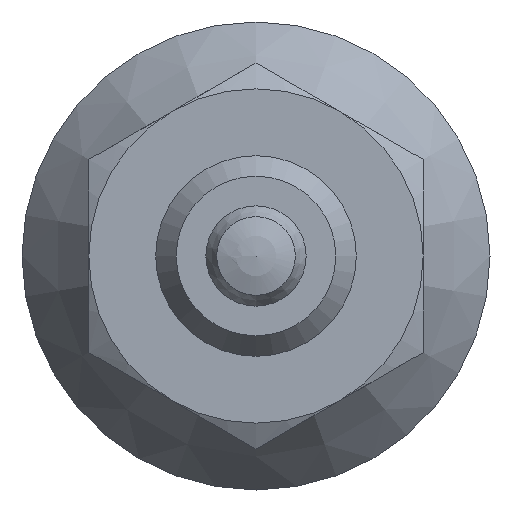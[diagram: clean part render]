
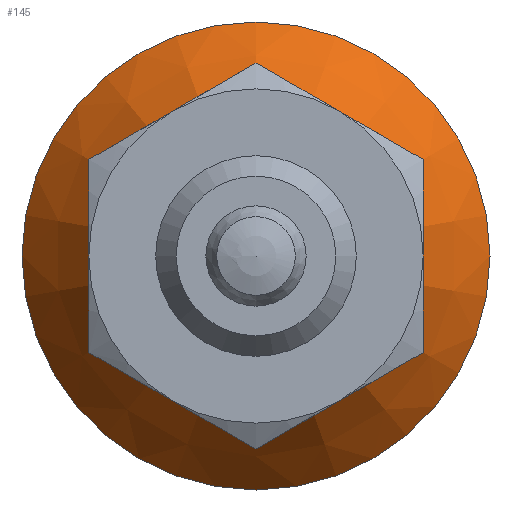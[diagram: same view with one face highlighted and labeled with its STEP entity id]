
A CAD part, front view. The second image highlights one B-rep face of the part: STEP entity #145.
In plain terms, the highlighted conical face has half-angle 36 degrees and reference radius 7 mm.
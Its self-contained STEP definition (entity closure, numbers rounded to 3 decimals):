
#145 = ADVANCED_FACE( '', ( #327, #328 ), #329, .T. );
#327 = FACE_BOUND( '', #546, .T. );
#328 = FACE_OUTER_BOUND( '', #547, .T. );
#329 = CONICAL_SURFACE( '', #548, 7., 0.628 );
#546 = EDGE_LOOP( '', ( #881 ) );
#547 = EDGE_LOOP( '', ( #882 ) );
#548 = AXIS2_PLACEMENT_3D( '', #883, #884, #885 );
#881 = ORIENTED_EDGE( '', *, *, #1271, .F. );
#882 = ORIENTED_EDGE( '', *, *, #1208, .T. );
#883 = CARTESIAN_POINT( '', ( 0., 9.8, 0. ) );
#884 = DIRECTION( '', ( 0., 1., 0. ) );
#885 = DIRECTION( '', ( 0., 0., 1. ) );
#1208 = EDGE_CURVE( '', #1425, #1425, #1426, .T. );
#1271 = EDGE_CURVE( '', #1526, #1526, #1527, .T. );
#1425 = VERTEX_POINT( '', #1746 );
#1426 = CIRCLE( '', #1747, 7. );
#1526 = VERTEX_POINT( '', #1935 );
#1527 = CIRCLE( '', #1936, 4. );
#1746 = CARTESIAN_POINT( '', ( 0., 9.8, -7. ) );
#1747 = AXIS2_PLACEMENT_3D( '', #2168, #2169, #2170 );
#1935 = CARTESIAN_POINT( '', ( 0., 5.671, -4. ) );
#1936 = AXIS2_PLACEMENT_3D( '', #2231, #2232, #2233 );
#2168 = CARTESIAN_POINT( '', ( 0., 9.8, 0. ) );
#2169 = DIRECTION( '', ( 0., -1., 0. ) );
#2170 = DIRECTION( '', ( 0., 0., -1. ) );
#2231 = CARTESIAN_POINT( '', ( 0., 5.671, 0. ) );
#2232 = DIRECTION( '', ( 0., -1., 0. ) );
#2233 = DIRECTION( '', ( 0., 0., -1. ) );
